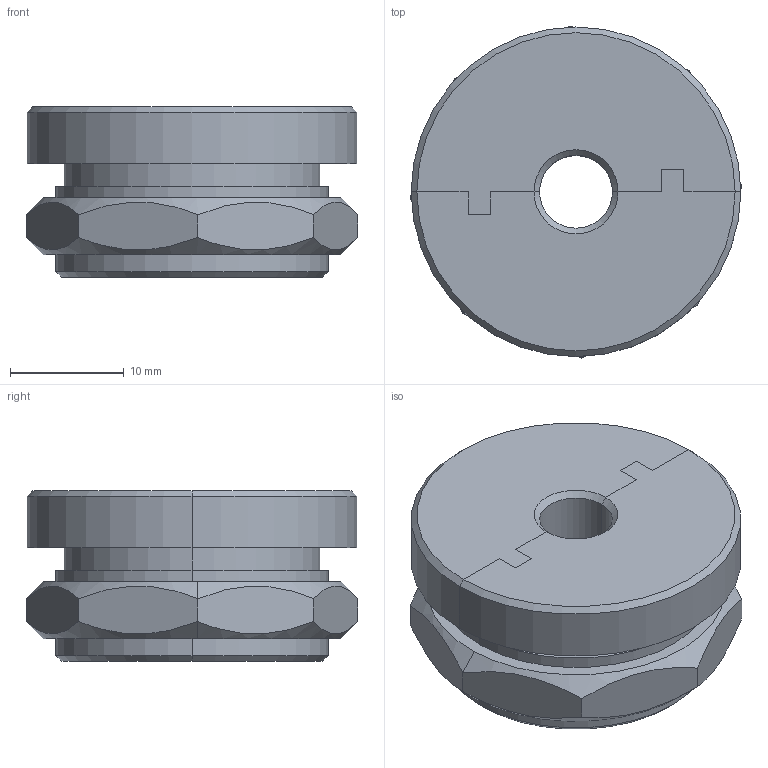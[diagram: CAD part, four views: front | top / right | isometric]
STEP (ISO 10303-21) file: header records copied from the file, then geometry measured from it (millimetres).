
FILE_DESCRIPTION (( 'STEP AP214' ), '1' );
FILE_NAME ('P0000005902.STEP', '2025-11-04T09:40:29', ( 'Microsoft' ), ( 'Microsoft' ), 'SwSTEP 2.0', 'SolidWorks 2025', '' );
FILE_SCHEMA (( 'AUTOMOTIVE_DESIGN' ));
Length unit declared in the file: millimetre
Products named in the file (1): P0000005902
Bounding box: 29.21 x 29.21 x 15 mm (x, y, z)
Volume: 7908.2 mm3; surface area: 4660.9 mm2
Topology: 3 solids, 3 shells, 60 faces, 158 edges, 104 vertices
Faces by surface type: plane 38, cone 12, cylinder 10
Entity records: 1999 total; most frequent: CARTESIAN_POINT 467, ORIENTED_EDGE 316, DIRECTION 296, EDGE_CURVE 158, LINE 110, VECTOR 110, VERTEX_POINT 104, AXIS2_PLACEMENT_3D 93
